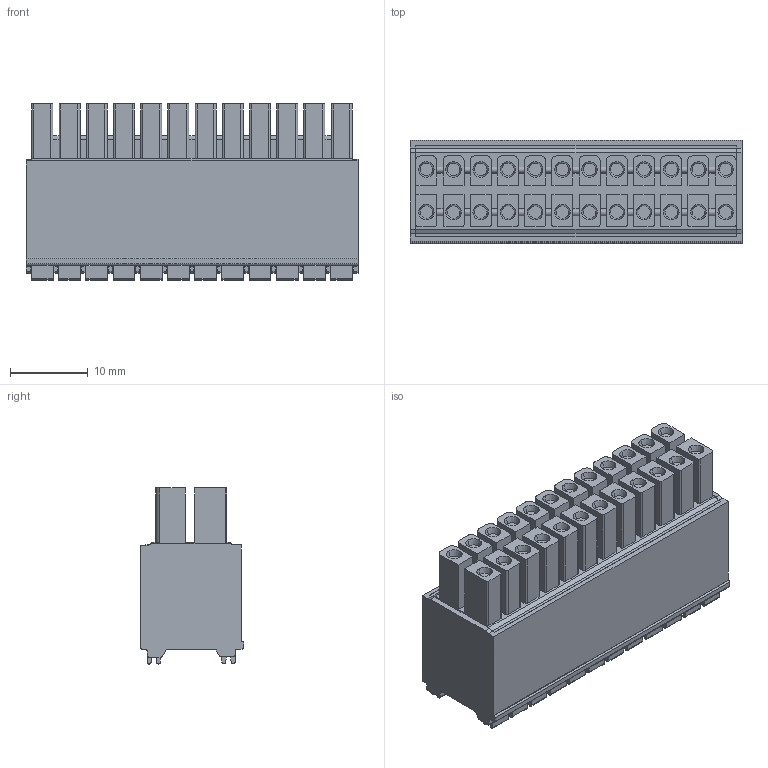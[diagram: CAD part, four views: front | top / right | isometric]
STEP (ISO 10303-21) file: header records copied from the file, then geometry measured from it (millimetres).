
FILE_DESCRIPTION((''),'2;1');
FILE_NAME('C-1-2842487-2','2024-03-22T06:05:20',('workeradm'),('TE Connectivity Ltd.'),'CREO PARAMETRIC BY PTC INC, 2021072','CREO PARAMETRIC BY PTC INC, 2021072','');
FILE_SCHEMA(('AUTOMOTIVE_DESIGN { 1 0 10303 214 1 1 1 1 }'));
Length unit declared in the file: millimetre
Products named in the file (1): C-1-2842487-2
Bounding box: 42.7 x 13.26 x 22.65 mm (x, y, z)
Volume: 9391.7 mm3; surface area: 5729.3 mm2
Topology: 1 solids, 1 shells, 898 faces, 2357 edges, 1555 vertices
Faces by surface type: plane 505, cylinder 297, cone 96
Entity records: 27772 total; most frequent: DIRECTION 4892, CARTESIAN_POINT 4812, ORIENTED_EDGE 4714, EDGE_CURVE 2357, AXIS2_PLACEMENT_3D 1637, VECTOR 1618, LINE 1618, VERTEX_POINT 1555
